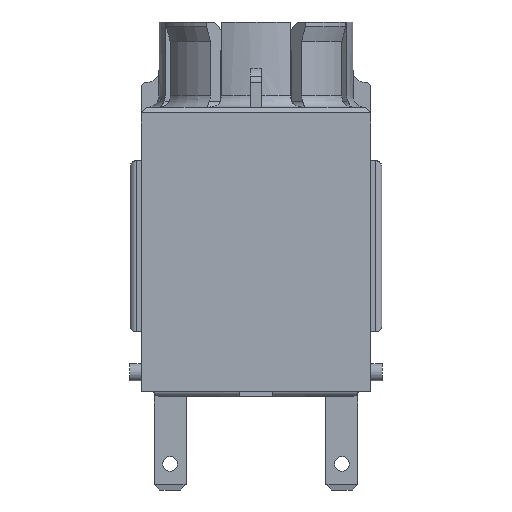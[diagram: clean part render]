
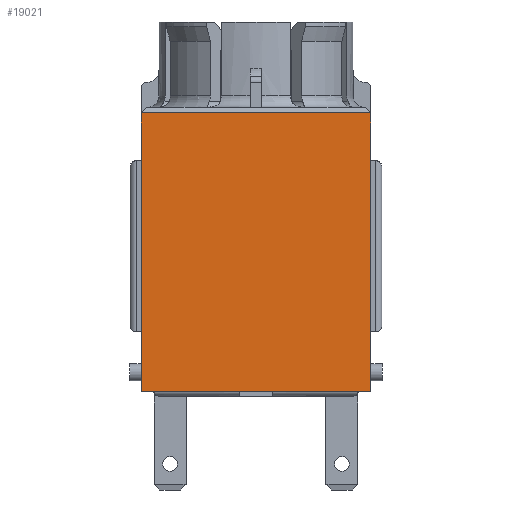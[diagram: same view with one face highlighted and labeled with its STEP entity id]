
A CAD part, front view. The second image highlights one B-rep face of the part: STEP entity #19021.
In plain terms, the highlighted planar face has unit normal (0, -1, 0).
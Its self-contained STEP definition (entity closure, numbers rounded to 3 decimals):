
#317=LINE($,#25783,#2874);
#318=LINE($,#25786,#2875);
#522=LINE($,#26412,#3079);
#658=LINE($,#27988,#3215);
#659=LINE($,#27989,#3216);
#682=LINE($,#28184,#3239);
#2874=VECTOR($,#20949,1.69);
#2875=VECTOR($,#20952,22.81);
#3079=VECTOR($,#21446,20.2);
#3215=VECTOR($,#21930,22.81);
#3216=VECTOR($,#21931,1.69);
#3239=VECTOR($,#22012,20.2);
#5638=FACE_OUTER_BOUND($,#6646,.T.);
#6646=EDGE_LOOP($,(#13455,#13456,#13457,#13458,#13459,#13460));
#7583=VERTEX_POINT($,#25780);
#7584=VERTEX_POINT($,#25782);
#7585=VERTEX_POINT($,#25785);
#7773=VERTEX_POINT($,#26409);
#7970=VERTEX_POINT($,#27975);
#7975=VERTEX_POINT($,#27986);
#9455=EDGE_CURVE($,#7584,#7583,#317,.T.);
#9457=EDGE_CURVE($,#7585,#7584,#318,.T.);
#9725=EDGE_CURVE($,#7583,#7773,#522,.T.);
#10035=EDGE_CURVE($,#7970,#7975,#658,.T.);
#10036=EDGE_CURVE($,#7773,#7970,#659,.T.);
#10070=EDGE_CURVE($,#7585,#7975,#682,.T.);
#13455=ORIENTED_EDGE($,*,*,#10070,.F.);
#13456=ORIENTED_EDGE($,*,*,#9457,.T.);
#13457=ORIENTED_EDGE($,*,*,#9455,.T.);
#13458=ORIENTED_EDGE($,*,*,#9725,.T.);
#13459=ORIENTED_EDGE($,*,*,#10036,.T.);
#13460=ORIENTED_EDGE($,*,*,#10035,.T.);
#18038=PLANE($,#20143);
#19021=ADVANCED_FACE($,(#5638),#18038,.T.);
#20143=AXIS2_PLACEMENT_3D($,#28185,#22013,#22014);
#20949=DIRECTION($,(0.,0.,-1.));
#20952=DIRECTION($,(0.,0.,-1.));
#21446=DIRECTION($,(1.,0.,0.));
#21930=DIRECTION($,(0.,0.,1.));
#21931=DIRECTION($,(0.,0.,1.));
#22012=DIRECTION($,(1.,0.,0.));
#22013=DIRECTION('center_axis',(0.,-1.,0.));
#22014=DIRECTION('ref_axis',(0.,0.,-1.));
#25780=CARTESIAN_POINT('',(-10.1,-11.1,0.4));
#25782=CARTESIAN_POINT('',(-10.1,-11.1,2.09));
#25783=CARTESIAN_POINT($,(-10.1,-11.1,23.9));
#25785=CARTESIAN_POINT('',(-10.1,-11.1,24.9));
#25786=CARTESIAN_POINT($,(-10.1,-11.1,23.9));
#26409=CARTESIAN_POINT('',(10.1,-11.1,0.4));
#26412=CARTESIAN_POINT($,(-10.1,-11.1,0.4));
#27975=CARTESIAN_POINT('',(10.1,-11.1,2.09));
#27986=CARTESIAN_POINT('',(10.1,-11.1,24.9));
#27988=CARTESIAN_POINT($,(10.1,-11.1,23.9));
#27989=CARTESIAN_POINT($,(10.1,-11.1,23.9));
#28184=CARTESIAN_POINT($,(-5.05,-11.1,24.9));
#28185=CARTESIAN_POINT('Origin',(-10.1,-11.1,23.9));
